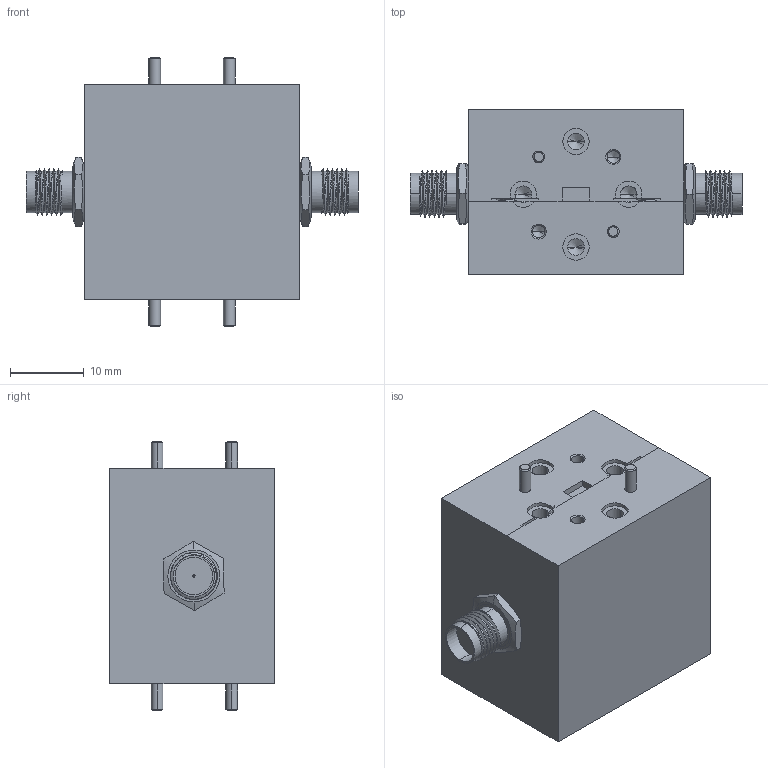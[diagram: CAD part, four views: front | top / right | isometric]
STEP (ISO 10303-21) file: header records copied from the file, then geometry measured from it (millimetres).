
FILE_DESCRIPTION (( 'STEP AP203' ), '1' );
FILE_NAME ('DMFQ-15-101-1, DF.STEP', '2018-05-10T22:03:43', ( '' ), ( '' ), 'SwSTEP 2.0', 'SolidWorks 2016', '' );
FILE_SCHEMA (( 'CONFIG_CONTROL_DESIGN' ));
Products named in the file (2): DMFQ-15-101-1, DF
Bounding box: 44.96 x 22.35 x 36.45 mm (x, y, z)
Surface area: 7853.8 mm2 (no closed solid volume)
Topology: 0 solids, 7 shells, 1317 faces, 3608 edges, 2377 vertices
Faces by surface type: plane 578, bspline 559, cylinder 124, cone 56
Entity records: 74706 total; most frequent: CARTESIAN_POINT 45311, ORIENTED_EDGE 7152, DIRECTION 4078, EDGE_CURVE 3584, VERTEX_POINT 2377, VECTOR 2104, LINE 2104, EDGE_LOOP 1421
